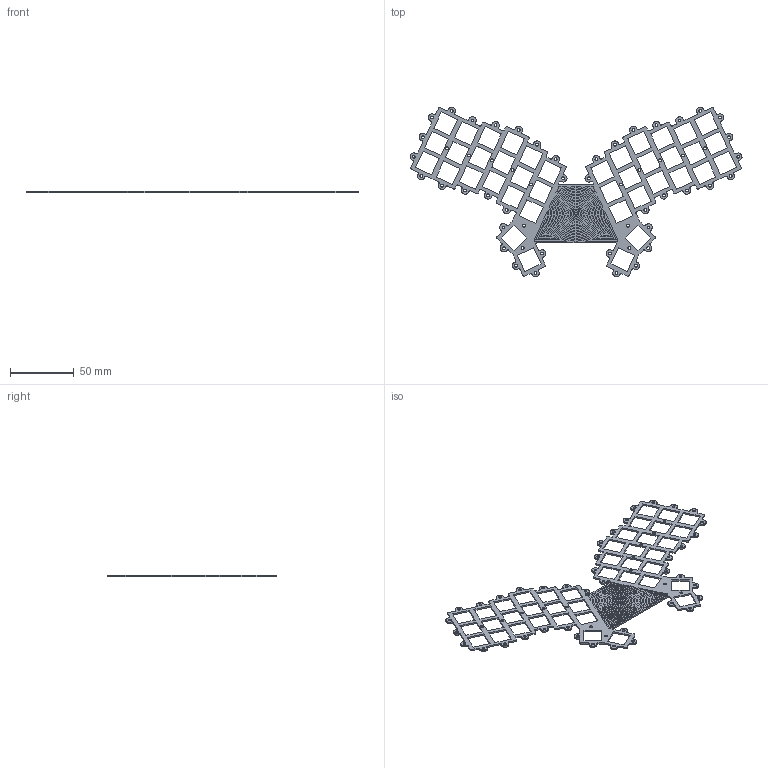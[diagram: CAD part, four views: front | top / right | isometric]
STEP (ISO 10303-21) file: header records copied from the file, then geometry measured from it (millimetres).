
FILE_DESCRIPTION(('HOOPS Exchange Step'),'2;1');
FILE_NAME('temp_export','2023-11-19T20:08:40+19:00',('jscotto'),('Shapr3D Limited'),'HOOPS Exchange 2023.2','Shapr3D','Authorized');
FILE_SCHEMA( ('AUTOMOTIVE_DESIGN { 1 0 10303 214 1 1 1 1 }') );
Length unit declared in the file: millimetre
Products named in the file (1): 3x6 - Plate (Inlaid Hypnotic)
Bounding box: 260.56 x 133.33 x 1.2 mm (x, y, z)
Volume: 10176.4 mm3; surface area: 22823.4 mm2
Topology: 1 solids, 1 shells, 623 faces, 1905 edges, 1314 vertices
Faces by surface type: cylinder 316, plane 307
Full cylindrical faces by diameter (mm): 2.2 x54, 2.22 x1, 4.62 x1, 7.02 x1, 9.42 x1, 11.82 x1, 14.22 x1, 16.62 x1, 19.02 x1, 21.42 x1, 23.82 x1, 26.22 x1, 28.62 x1, 31.02 x1, 33.42 x1, 35.82 x1, 38.22 x1, 40.62 x1, 43.02 x1
Entity records: 22203 total; most frequent: DIRECTION 3917, CARTESIAN_POINT 3843, ORIENTED_EDGE 3810, EDGE_CURVE 1905, AXIS2_PLACEMENT_3D 1388, VERTEX_POINT 1314, VECTOR 1141, LINE 1141
